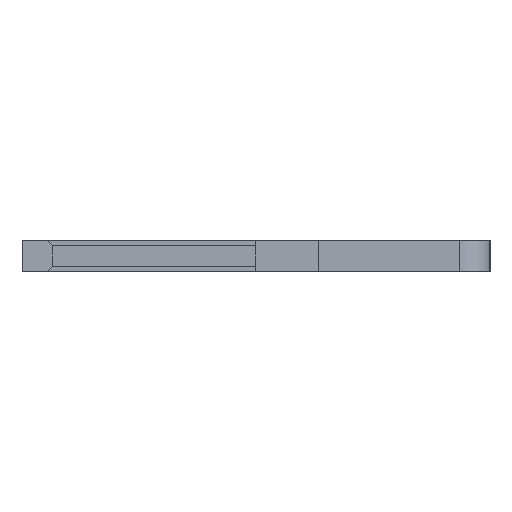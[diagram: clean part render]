
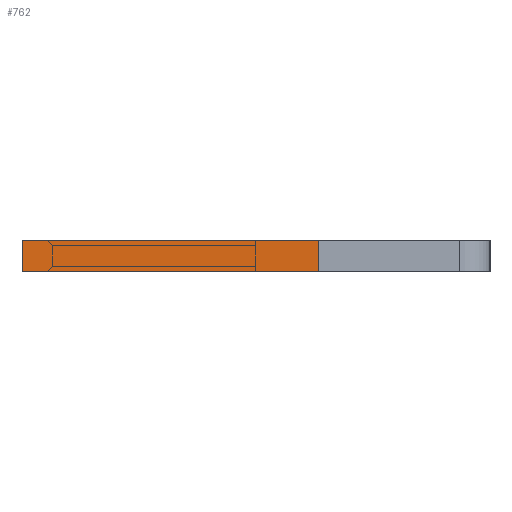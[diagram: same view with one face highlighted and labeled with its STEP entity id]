
A CAD part, left-side view. The second image highlights one B-rep face of the part: STEP entity #762.
In plain terms, the highlighted face is planar.
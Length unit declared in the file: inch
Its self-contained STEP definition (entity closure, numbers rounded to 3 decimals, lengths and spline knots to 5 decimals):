
#82 = CARTESIAN_POINT ( 'NONE',  ( 0.01, 0.15, -0.04 ) ) ;
#133 = DIRECTION ( 'NONE',  ( 0., 1., 0. ) ) ;
#138 = VECTOR ( 'NONE', #1173, 39.37008 ) ;
#224 = ORIENTED_EDGE ( 'NONE', *, *, #1807, .F. ) ;
#394 = PLANE ( 'NONE',  #3382 ) ;
#412 = FACE_OUTER_BOUND ( 'NONE', #1245, .T. ) ;
#636 = EDGE_CURVE ( 'NONE', #2467, #1562, #2010, .T. ) ;
#659 = LINE ( 'NONE', #3522, #1348 ) ;
#669 = DIRECTION ( 'NONE',  ( 0., 1., 0. ) ) ;
#679 = CARTESIAN_POINT ( 'NONE',  ( 0.01, -0.04, -0.04 ) ) ;
#683 = CARTESIAN_POINT ( 'NONE',  ( 0.01, 0.15, -0.04 ) ) ;
#762 = ADVANCED_FACE ( 'NONE', ( #412 ), #394, .F. ) ;
#891 = EDGE_CURVE ( 'NONE', #2236, #3333, #3297, .T. ) ;
#976 = LINE ( 'NONE', #2938, #138 ) ;
#1173 = DIRECTION ( 'NONE',  ( -1., 0., 0. ) ) ;
#1214 = CARTESIAN_POINT ( 'NONE',  ( -0.01, 0.15, -0.04 ) ) ;
#1245 = EDGE_LOOP ( 'NONE', ( #3059, #224, #1832, #3063 ) ) ;
#1304 = CARTESIAN_POINT ( 'NONE',  ( -0.01, -0.04, -0.04 ) ) ;
#1348 = VECTOR ( 'NONE', #2663, 39.37008 ) ;
#1562 = VERTEX_POINT ( 'NONE', #1214 ) ;
#1585 = EDGE_CURVE ( 'NONE', #2236, #2467, #976, .T. ) ;
#1807 = EDGE_CURVE ( 'NONE', #3333, #1562, #659, .T. ) ;
#1832 = ORIENTED_EDGE ( 'NONE', *, *, #891, .F. ) ;
#2010 = LINE ( 'NONE', #3263, #2701 ) ;
#2076 = CARTESIAN_POINT ( 'NONE',  ( 0.01, 0.15, -0.04 ) ) ;
#2236 = VERTEX_POINT ( 'NONE', #679 ) ;
#2467 = VERTEX_POINT ( 'NONE', #1304 ) ;
#2507 = VECTOR ( 'NONE', #133, 39.37008 ) ;
#2663 = DIRECTION ( 'NONE',  ( -1., 0., 0. ) ) ;
#2701 = VECTOR ( 'NONE', #669, 39.37008 ) ;
#2938 = CARTESIAN_POINT ( 'NONE',  ( 0.01, -0.04, -0.04 ) ) ;
#2980 = DIRECTION ( 'NONE',  ( 0., 0., 1. ) ) ;
#2995 = DIRECTION ( 'NONE',  ( 1., 0., 0. ) ) ;
#3059 = ORIENTED_EDGE ( 'NONE', *, *, #636, .T. ) ;
#3063 = ORIENTED_EDGE ( 'NONE', *, *, #1585, .T. ) ;
#3263 = CARTESIAN_POINT ( 'NONE',  ( -0.01, 0.15, -0.04 ) ) ;
#3297 = LINE ( 'NONE', #2076, #2507 ) ;
#3333 = VERTEX_POINT ( 'NONE', #683 ) ;
#3382 = AXIS2_PLACEMENT_3D ( 'NONE', #82, #2980, #2995 ) ;
#3522 = CARTESIAN_POINT ( 'NONE',  ( 0.01, 0.15, -0.04 ) ) ;
